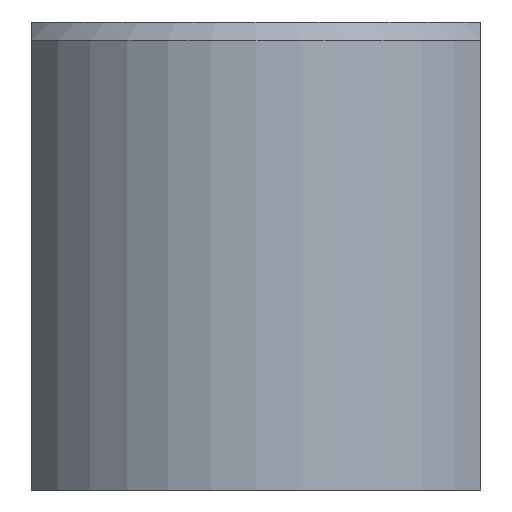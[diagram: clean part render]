
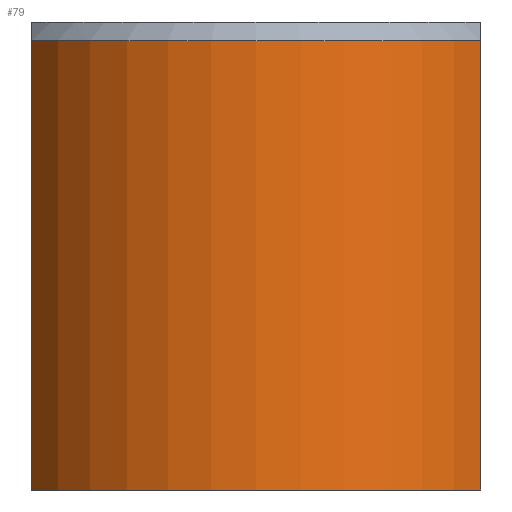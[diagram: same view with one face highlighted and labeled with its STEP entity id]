
A CAD part, front view. The second image highlights one B-rep face of the part: STEP entity #79.
In plain terms, the highlighted cylindrical face has radius 14 mm (diameter 28 mm), a partial arc.
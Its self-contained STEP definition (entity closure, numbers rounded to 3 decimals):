
#79 = ADVANCED_FACE( '', ( #96 ), #97, .T. );
#96 = FACE_OUTER_BOUND( '', #119, .T. );
#97 = CYLINDRICAL_SURFACE( '', #120, 14. );
#119 = EDGE_LOOP( '', ( #158, #159, #160, #161 ) );
#120 = AXIS2_PLACEMENT_3D( '', #162, #163, #164 );
#158 = ORIENTED_EDGE( '', *, *, #211, .F. );
#159 = ORIENTED_EDGE( '', *, *, #215, .T. );
#160 = ORIENTED_EDGE( '', *, *, #216, .F. );
#161 = ORIENTED_EDGE( '', *, *, #217, .T. );
#162 = CARTESIAN_POINT( '', ( 0., 0., 25. ) );
#163 = DIRECTION( '', ( 0., 0., 1. ) );
#164 = DIRECTION( '', ( -1., 0., 0. ) );
#211 = EDGE_CURVE( '', #236, #238, #239, .F. );
#215 = EDGE_CURVE( '', #236, #245, #246, .T. );
#216 = EDGE_CURVE( '', #247, #245, #248, .T. );
#217 = EDGE_CURVE( '', #247, #238, #249, .F. );
#236 = VERTEX_POINT( '', #272 );
#238 = VERTEX_POINT( '', #275 );
#239 = LINE( '', #276, #277 );
#245 = VERTEX_POINT( '', #290 );
#246 = CIRCLE( '', #291, 14. );
#247 = VERTEX_POINT( '', #292 );
#248 = LINE( '', #293, #294 );
#249 = CIRCLE( '', #295, 14. );
#272 = CARTESIAN_POINT( '', ( -12., -7.211, 0. ) );
#275 = CARTESIAN_POINT( '', ( -12., -7.211, 24. ) );
#276 = CARTESIAN_POINT( '', ( -12., -7.211, 25. ) );
#277 = VECTOR( '', #327, 1000. );
#290 = CARTESIAN_POINT( '', ( 12., -7.211, 0. ) );
#291 = AXIS2_PLACEMENT_3D( '', #329, #330, #331 );
#292 = CARTESIAN_POINT( '', ( 12., -7.211, 24. ) );
#293 = CARTESIAN_POINT( '', ( 12., -7.211, 25. ) );
#294 = VECTOR( '', #332, 1000. );
#295 = AXIS2_PLACEMENT_3D( '', #333, #334, #335 );
#327 = DIRECTION( '', ( 0., 0., -1. ) );
#329 = CARTESIAN_POINT( '', ( 0., 0., 0. ) );
#330 = DIRECTION( '', ( 0., 0., 1. ) );
#331 = DIRECTION( '', ( 1., 0., 0. ) );
#332 = DIRECTION( '', ( 0., 0., -1. ) );
#333 = CARTESIAN_POINT( '', ( 0., 0., 24. ) );
#334 = DIRECTION( '', ( 0., 0., 1. ) );
#335 = DIRECTION( '', ( 1., 0., 0. ) );
